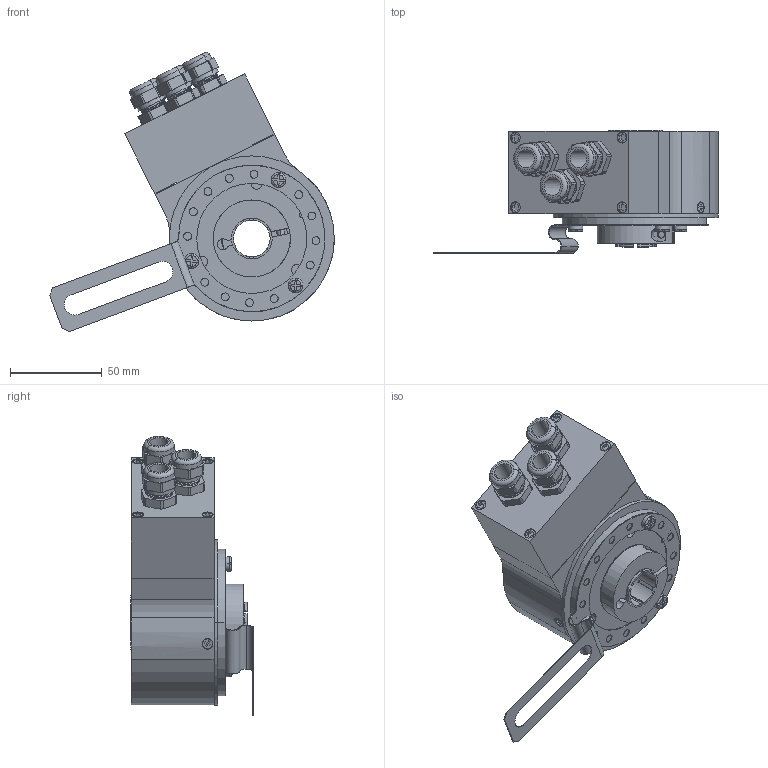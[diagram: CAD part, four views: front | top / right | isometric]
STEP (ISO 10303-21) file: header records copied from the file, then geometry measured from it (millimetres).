
FILE_DESCRIPTION (( 'STEP AP203' ), '1' );
FILE_NAME ('EAM90L20-BF6XXR-4096-8192DP.STEP', '2023-08-22T07:56:31', ( '微软用户' ), ( '微软中国' ), 'SwSTEP 2.0', 'SolidWorks 2011', '' );
FILE_SCHEMA (( 'CONFIG_CONTROL_DESIGN' ));
Length unit declared in the file: millimetre
Products named in the file (14): EAM90L20-BF6XXR-4096-8192DP; M4X12内六角圆柱头螺钉; M4X6坋趼攫芛蹟隊; M3X6坋趼麥芛蹟隊; M3X40不锈钢内六角螺钉; E41350087A-1; 30x404; E23320018; E41890104A-0_Default; E41890103A-1_Default; E41230050A-1; E41320542A-0_Default; 6806; E41330258A-2
Assembly tree (22 placements, depth 2):
  EAM90L20-BF6XXR-4096-8192DP
    E23320018  x3
    M4X12内六角圆柱头螺钉
    M4X6坋趼攫芛蹟隊  x3
    E41320542A-0_Default
    M3X6坋趼麥芛蹟隊  x3
    E41890104A-0_Default
    M3X40不锈钢内六角螺钉  x4
    E41890103A-1_Default
    E41330258A-2
    E41230050A-1
    6806
    E41350087A-1
    30x404
Bounding box: 155.18 x 67 x 152.19 mm (x, y, z)
Volume: 253597.1 mm3; surface area: 120383.2 mm2
Topology: 22 solids, 22 shells, 770 faces, 1903 edges, 1252 vertices
Faces by surface type: cylinder 378, plane 344, torus 22, cone 14, bspline 12
Entity records: 18590 total; most frequent: CARTESIAN_POINT 4072, DIRECTION 2818, ORIENTED_EDGE 2546, EDGE_CURVE 1273, AXIS2_PLACEMENT_3D 1085, VERTEX_POINT 840, LINE 648, VECTOR 648
